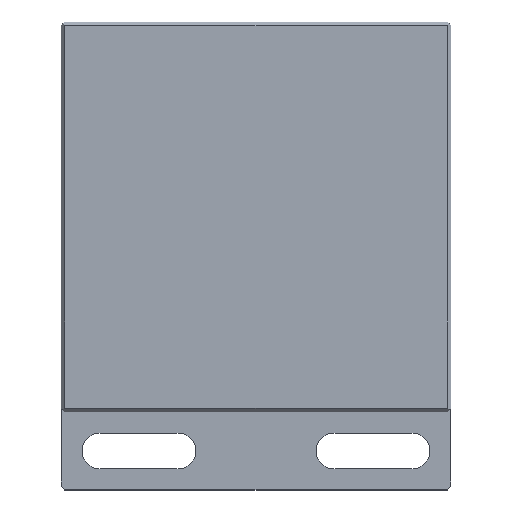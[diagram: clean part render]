
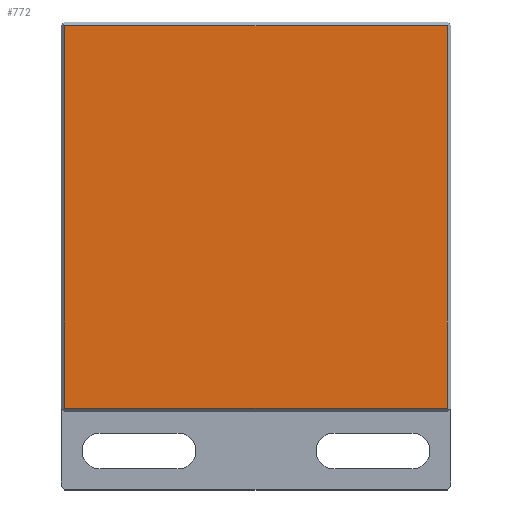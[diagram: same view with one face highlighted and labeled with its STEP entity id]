
A CAD part, top view. The second image highlights one B-rep face of the part: STEP entity #772.
In plain terms, the highlighted planar face has unit normal (0, 0, 1).
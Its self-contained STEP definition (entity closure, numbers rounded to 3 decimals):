
#261=DIRECTION('',(0.,1.,0.));
#262=VECTOR('',#261,49.);
#263=CARTESIAN_POINT('',(24.5,10.5,6.));
#264=LINE('',#263,#262);
#265=DIRECTION('',(1.,0.,0.));
#266=VECTOR('',#265,49.);
#267=CARTESIAN_POINT('',(-24.5,10.5,6.));
#268=LINE('',#267,#266);
#269=DIRECTION('',(0.,-1.,0.));
#270=VECTOR('',#269,49.);
#271=CARTESIAN_POINT('',(-24.5,59.5,6.));
#272=LINE('',#271,#270);
#273=DIRECTION('',(-1.,0.,0.));
#274=VECTOR('',#273,49.);
#275=CARTESIAN_POINT('',(24.5,59.5,6.));
#276=LINE('',#275,#274);
#333=CARTESIAN_POINT('',(24.5,10.5,6.));
#334=CARTESIAN_POINT('',(24.5,59.5,6.));
#335=VERTEX_POINT('',#333);
#336=VERTEX_POINT('',#334);
#345=CARTESIAN_POINT('',(-24.5,59.5,6.));
#346=VERTEX_POINT('',#345);
#355=CARTESIAN_POINT('',(-24.5,10.5,6.));
#356=VERTEX_POINT('',#355);
#760=CARTESIAN_POINT('',(0.,0.,6.));
#761=DIRECTION('',(0.,0.,1.));
#762=DIRECTION('',(1.,0.,0.));
#763=AXIS2_PLACEMENT_3D('',#760,#761,#762);
#764=PLANE('',#763);
#765=ORIENTED_EDGE('',*,*,#676,.F.);
#767=ORIENTED_EDGE('',*,*,#766,.F.);
#768=ORIENTED_EDGE('',*,*,#737,.F.);
#769=ORIENTED_EDGE('',*,*,#753,.F.);
#770=EDGE_LOOP('',(#765,#767,#768,#769));
#771=FACE_OUTER_BOUND('',#770,.F.);
#772=ADVANCED_FACE('',(#771),#764,.T.);
#676=EDGE_CURVE('',#335,#336,#264,.T.);
#737=EDGE_CURVE('',#346,#356,#272,.T.);
#753=EDGE_CURVE('',#336,#346,#276,.T.);
#766=EDGE_CURVE('',#356,#335,#268,.T.);
